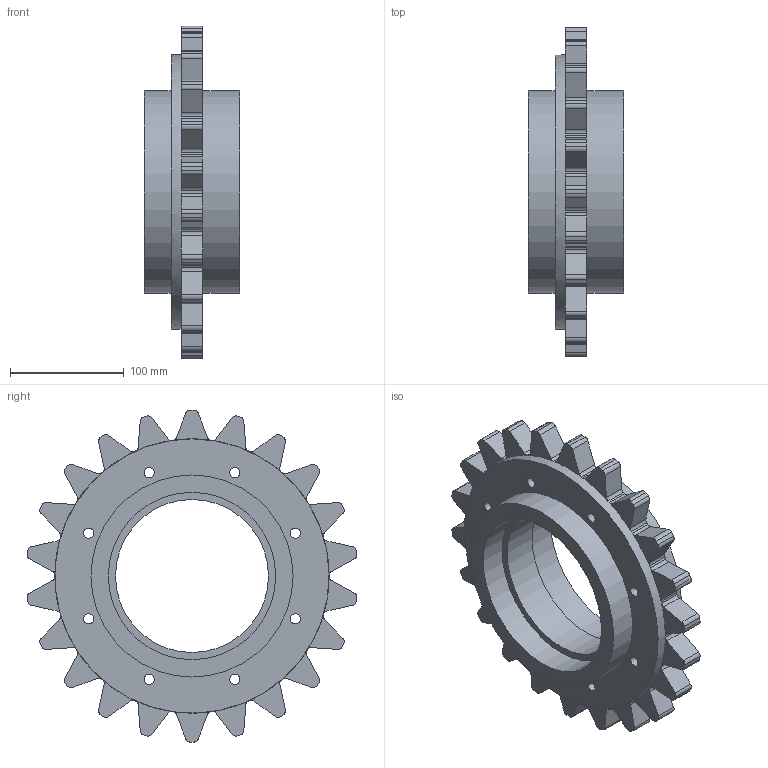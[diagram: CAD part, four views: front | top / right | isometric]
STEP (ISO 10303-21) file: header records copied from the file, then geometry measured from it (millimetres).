
FILE_DESCRIPTION( ( '' ), ' ' );
FILE_NAME( '5da98d1f59b53315d09f50a1.step', '2019-10-18T10:00:00', ( '' ), ( '' ), ' ', ' ', ' ' );
FILE_SCHEMA( ( 'AUTOMOTIVE_DESIGN { 1 0 10303 214 1 1 1 1 }' ) );
Length unit declared in the file: metre
Products named in the file (1): Part 15
Bounding box: 83.82 x 289.72 x 292.1 mm (x, y, z)
Volume: 1510107.5 mm3; surface area: 193447.2 mm2
Topology: 1 solids, 1 shells, 196 faces, 574 edges, 384 vertices
Faces by surface type: cylinder 102, plane 94
Full cylindrical faces by diameter (mm): 8.89 x8, 134.62 x1, 147.32 x2, 177.8 x2, 241.3 x1
Entity records: 8122 total; most frequent: DIRECTION 1196, CARTESIAN_POINT 1131, ORIENTED_EDGE 1110, EDGE_CURVE 555, AXIS2_PLACEMENT_3D 444, VERTEX_POINT 379, LINE 308, VECTOR 308
